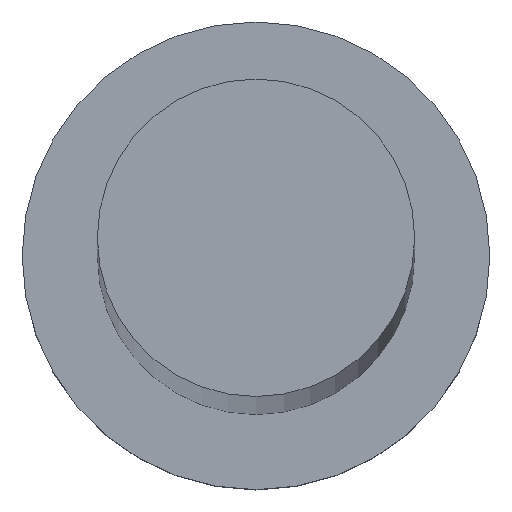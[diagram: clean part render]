
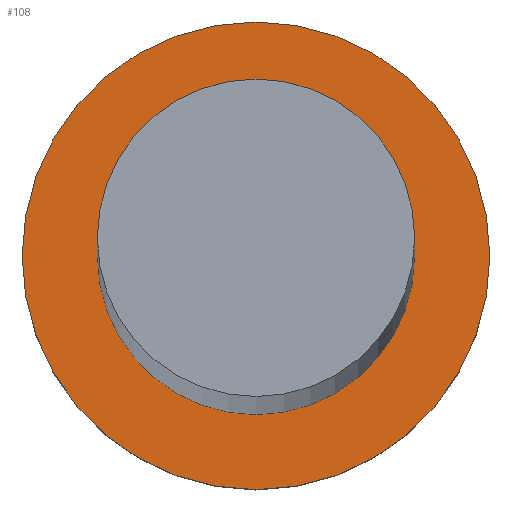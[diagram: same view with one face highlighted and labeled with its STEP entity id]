
A CAD part, top view. The second image highlights one B-rep face of the part: STEP entity #108.
In plain terms, the highlighted planar face has unit normal (0, 0, 1).
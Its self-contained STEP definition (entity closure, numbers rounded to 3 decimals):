
#6 = CARTESIAN_POINT ( 'NONE',  ( 0., 0., 5. ) ) ;
#17 = EDGE_CURVE ( 'NONE', #41, #115, #228, .T. ) ;
#19 = DIRECTION ( 'NONE',  ( 1., 0., 0. ) ) ;
#21 = DIRECTION ( 'NONE',  ( 0., 0., 1. ) ) ;
#24 = DIRECTION ( 'NONE',  ( 1., 0., 0. ) ) ;
#31 = DIRECTION ( 'NONE',  ( 0., 0., 1. ) ) ;
#39 = CIRCLE ( 'NONE', #120, 4.75 ) ;
#41 = VERTEX_POINT ( 'NONE', #254 ) ;
#47 = DIRECTION ( 'NONE',  ( 0., 0., 1. ) ) ;
#53 = EDGE_CURVE ( 'NONE', #115, #41, #39, .T. ) ;
#58 = DIRECTION ( 'NONE',  ( 0., 0., 1. ) ) ;
#61 = VERTEX_POINT ( 'NONE', #181 ) ;
#71 = EDGE_LOOP ( 'NONE', ( #142, #233 ) ) ;
#74 = AXIS2_PLACEMENT_3D ( 'NONE', #173, #152, #225 ) ;
#77 = ORIENTED_EDGE ( 'NONE', *, *, #17, .F. ) ;
#86 = PLANE ( 'NONE',  #230 ) ;
#88 = CARTESIAN_POINT ( 'NONE',  ( -7., 0., 5. ) ) ;
#95 = EDGE_CURVE ( 'NONE', #160, #61, #105, .T. ) ;
#99 = EDGE_LOOP ( 'NONE', ( #77, #246 ) ) ;
#105 = CIRCLE ( 'NONE', #182, 7. ) ;
#108 = ADVANCED_FACE ( 'NONE', ( #209, #221 ), #86, .T. ) ;
#115 = VERTEX_POINT ( 'NONE', #238 ) ;
#118 = EDGE_CURVE ( 'NONE', #61, #160, #145, .T. ) ;
#120 = AXIS2_PLACEMENT_3D ( 'NONE', #197, #21, #19 ) ;
#131 = DIRECTION ( 'NONE',  ( 1., 0., 0. ) ) ;
#142 = ORIENTED_EDGE ( 'NONE', *, *, #95, .T. ) ;
#145 = CIRCLE ( 'NONE', #74, 7. ) ;
#152 = DIRECTION ( 'NONE',  ( 0., 0., 1. ) ) ;
#160 = VERTEX_POINT ( 'NONE', #88 ) ;
#173 = CARTESIAN_POINT ( 'NONE',  ( 0., 0., 5. ) ) ;
#181 = CARTESIAN_POINT ( 'NONE',  ( 7., 0., 5. ) ) ;
#182 = AXIS2_PLACEMENT_3D ( 'NONE', #6, #47, #131 ) ;
#197 = CARTESIAN_POINT ( 'NONE',  ( 0., 0., 5. ) ) ;
#206 = DIRECTION ( 'NONE',  ( 1., 0., 0. ) ) ;
#208 = CARTESIAN_POINT ( 'NONE',  ( 0., 0., 5. ) ) ;
#209 = FACE_BOUND ( 'NONE', #99, .T. ) ;
#221 = FACE_OUTER_BOUND ( 'NONE', #71, .T. ) ;
#225 = DIRECTION ( 'NONE',  ( 1., 0., 0. ) ) ;
#228 = CIRCLE ( 'NONE', #249, 4.75 ) ;
#230 = AXIS2_PLACEMENT_3D ( 'NONE', #208, #31, #206 ) ;
#232 = CARTESIAN_POINT ( 'NONE',  ( 0., 0., 5. ) ) ;
#233 = ORIENTED_EDGE ( 'NONE', *, *, #118, .T. ) ;
#238 = CARTESIAN_POINT ( 'NONE',  ( 4.75, 0., 5. ) ) ;
#246 = ORIENTED_EDGE ( 'NONE', *, *, #53, .F. ) ;
#249 = AXIS2_PLACEMENT_3D ( 'NONE', #232, #58, #24 ) ;
#254 = CARTESIAN_POINT ( 'NONE',  ( -4.75, 0., 5. ) ) ;
